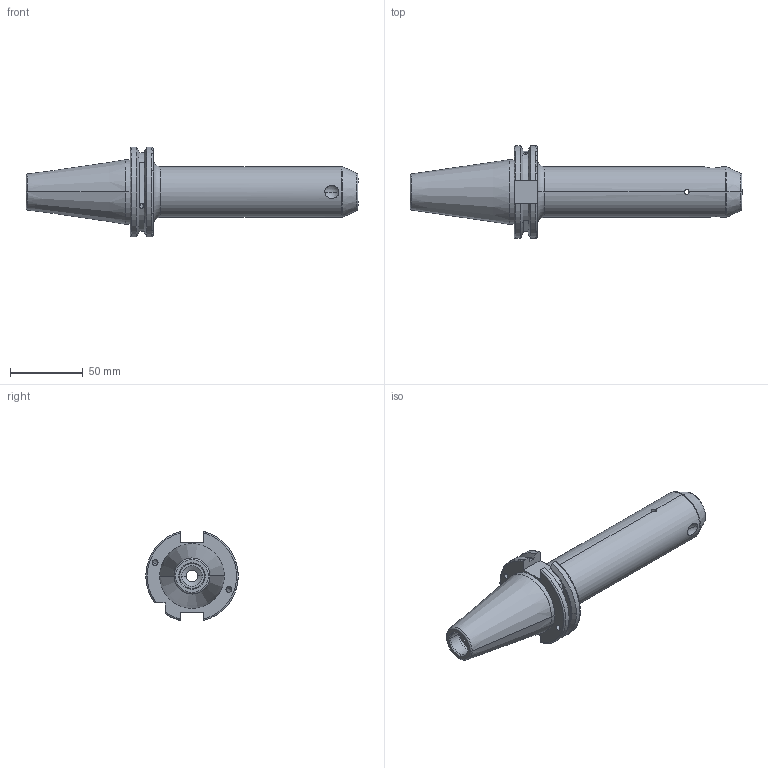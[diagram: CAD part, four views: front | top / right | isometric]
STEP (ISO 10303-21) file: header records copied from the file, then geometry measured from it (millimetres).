
FILE_DESCRIPTION (( 'STEP AP203' ), '1' );
FILE_NAME ('91406-WK210160.STEP', '2019-11-29T06:34:53', ( '' ), ( '' ), 'SwSTEP 2.0', 'SolidWorks 2018', '' );
FILE_SCHEMA (( 'CONFIG_CONTROL_DESIGN' ));
Length unit declared in the file: millimetre
Products named in the file (1): 91406-WK210160
Bounding box: 228.4 x 63.55 x 61.48 mm (x, y, z)
Volume: 226343.8 mm3; surface area: 40253.4 mm2
Topology: 1 solids, 1 shells, 127 faces, 323 edges, 204 vertices
Faces by surface type: cylinder 50, plane 33, cone 20, torus 18, bspline 4, sphere 2
Entity records: 4815 total; most frequent: CARTESIAN_POINT 1665, ORIENTED_EDGE 646, DIRECTION 640, EDGE_CURVE 323, AXIS2_PLACEMENT_3D 259, VERTEX_POINT 204, EDGE_LOOP 153, CIRCLE 135
